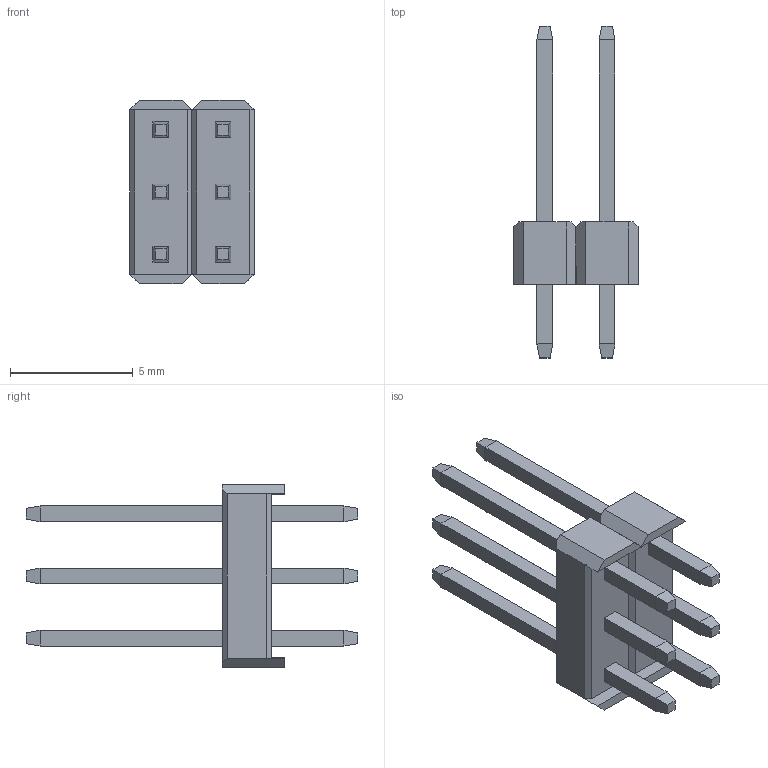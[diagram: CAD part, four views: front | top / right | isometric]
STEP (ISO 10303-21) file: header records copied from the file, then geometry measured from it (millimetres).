
FILE_DESCRIPTION (( 'STEP AP214' ), '1' );
FILE_NAME ('3x2 Male Pin Header.STEP', '2018-11-17T18:42:55', ( 'M.B.I.' ), ( '' ), 'SwSTEP 2.0', '', '' );
FILE_SCHEMA (( 'AUTOMOTIVE_DESIGN' ));
Length unit declared in the file: millimetre
Products named in the file (1): 3x2 Male Pin Header
Bounding box: 5.08 x 13.54 x 7.5 mm (x, y, z)
Volume: 103.3 mm3; surface area: 369.2 mm2
Topology: 7 solids, 7 shells, 156 faces, 370 edges, 228 vertices
Faces by surface type: plane 156
Entity records: 4438 total; most frequent: CARTESIAN_POINT 755, ORIENTED_EDGE 740, DIRECTION 684, LINE 370, EDGE_CURVE 370, VECTOR 370, VERTEX_POINT 228, EDGE_LOOP 168
